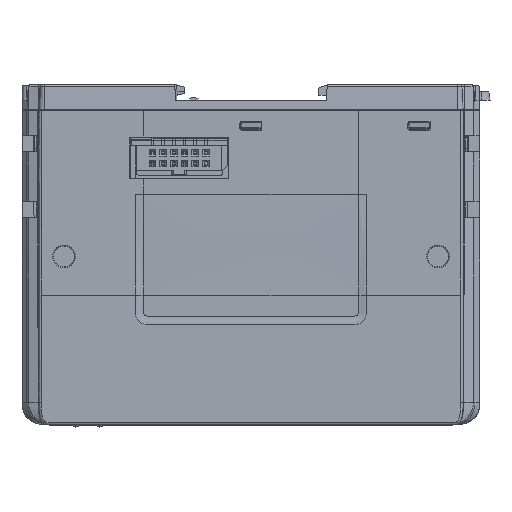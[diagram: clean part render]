
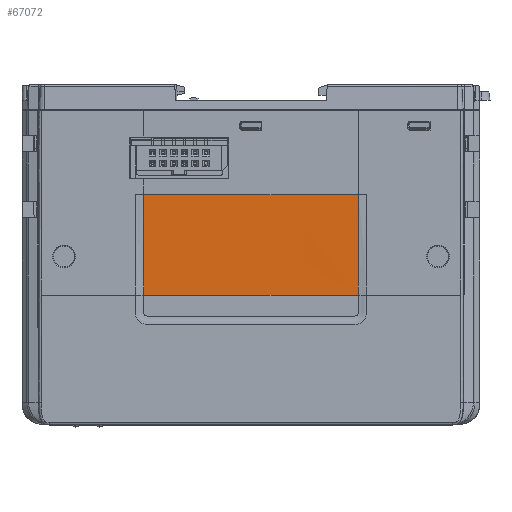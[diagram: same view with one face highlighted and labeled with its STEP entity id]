
A CAD part, top view. The second image highlights one B-rep face of the part: STEP entity #67072.
In plain terms, the highlighted free-form (B-spline) face has degree [3, 3] with [7, 4] control points.
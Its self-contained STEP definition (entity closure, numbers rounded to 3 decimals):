
#14570 = CARTESIAN_POINT ( 'NONE',  ( -25.537, -35.945, 13.2 ) ) ;
#14572 = FACE_OUTER_BOUND ( 'NONE', #64865, .T. ) ;
#14731 = CARTESIAN_POINT ( 'NONE',  ( -25.537, -43.918, 13.2 ) ) ;
#14734 = CARTESIAN_POINT ( 'NONE',  ( -25.537, -27.973, 13.5 ) ) ;
#14735 = CARTESIAN_POINT ( 'NONE',  ( -25.537, -20., 13.5 ) ) ;
#14736 = CARTESIAN_POINT ( 'NONE',  ( -21.28, -43.918, 13.2 ) ) ;
#14737 = CARTESIAN_POINT ( 'NONE',  ( -21.28, -35.945, 13.2 ) ) ;
#14738 = CARTESIAN_POINT ( 'NONE',  ( -21.28, -27.973, 13.5 ) ) ;
#14739 = CARTESIAN_POINT ( 'NONE',  ( -21.28, -20., 13.5 ) ) ;
#14740 = CARTESIAN_POINT ( 'NONE',  ( -12.768, -43.918, 13.2 ) ) ;
#14741 = CARTESIAN_POINT ( 'NONE',  ( -12.768, -35.945, 13.2 ) ) ;
#14742 = CARTESIAN_POINT ( 'NONE',  ( -12.768, -27.973, 13.5 ) ) ;
#14743 = CARTESIAN_POINT ( 'NONE',  ( -12.768, -20., 13.5 ) ) ;
#14744 = CARTESIAN_POINT ( 'NONE',  ( 0., -43.918, 13.2 ) ) ;
#14745 = CARTESIAN_POINT ( 'NONE',  ( 0., -35.945, 13.2 ) ) ;
#14746 = CARTESIAN_POINT ( 'NONE',  ( 0., -27.973, 13.5 ) ) ;
#14747 = CARTESIAN_POINT ( 'NONE',  ( 0., -20., 13.5 ) ) ;
#14748 = CARTESIAN_POINT ( 'NONE',  ( 12.768, -43.918, 13.2 ) ) ;
#14749 = CARTESIAN_POINT ( 'NONE',  ( 12.768, -35.945, 13.2 ) ) ;
#14750 = CARTESIAN_POINT ( 'NONE',  ( 12.768, -27.973, 13.5 ) ) ;
#14751 = CARTESIAN_POINT ( 'NONE',  ( 12.768, -20., 13.5 ) ) ;
#14752 = CARTESIAN_POINT ( 'NONE',  ( 21.28, -43.918, 13.2 ) ) ;
#14753 = CARTESIAN_POINT ( 'NONE',  ( 21.28, -35.945, 13.2 ) ) ;
#14754 = CARTESIAN_POINT ( 'NONE',  ( 21.28, -27.973, 13.5 ) ) ;
#14755 = CARTESIAN_POINT ( 'NONE',  ( 21.28, -20., 13.5 ) ) ;
#14756 = CARTESIAN_POINT ( 'NONE',  ( 25.537, -43.918, 13.2 ) ) ;
#14757 = CARTESIAN_POINT ( 'NONE',  ( 25.537, -35.945, 13.2 ) ) ;
#14758 = CARTESIAN_POINT ( 'NONE',  ( 25.537, -27.973, 13.5 ) ) ;
#14759 = CARTESIAN_POINT ( 'NONE',  ( 25.537, -20., 13.5 ) ) ;
#19781 = CARTESIAN_POINT ( 'NONE',  ( -25.537, -20., 13.5 ) ) ;
#19817 = CARTESIAN_POINT ( 'NONE',  ( 25.537, -20., 13.5 ) ) ;
#20120 = CARTESIAN_POINT ( 'NONE',  ( 25.537, -43.918, 13.2 ) ) ;
#20283 = CARTESIAN_POINT ( 'NONE',  ( -25.537, -43.918, 13.2 ) ) ;
#20867 = B_SPLINE_SURFACE_WITH_KNOTS ( 'NONE', 3, 3, ( 
 ( #14731, #14570, #14734, #14735 ),
 ( #14736, #14737, #14738, #14739 ),
 ( #14740, #14741, #14742, #14743 ),
 ( #14744, #14745, #14746, #14747 ),
 ( #14748, #14749, #14750, #14751 ),
 ( #14752, #14753, #14754, #14755 ),
 ( #14756, #14757, #14758, #14759 ) ),
 .UNSPECIFIED., .F., .F., .F.,
 ( 4, 1, 1, 1, 4 ),
 ( 4, 4 ),
 ( 0., 0.25, 0.5, 0.75, 1. ),
 ( 0., 1. ),
 .UNSPECIFIED. ) ;
#34738 = LINE ( 'NONE', #34739, #74067 ) ;
#34739 = CARTESIAN_POINT ( 'NONE',  ( -48., -20., 13.5 ) ) ;
#34740 = DIRECTION ( 'NONE',  ( 1., 0., 0. ) ) ;
#45563 = B_SPLINE_CURVE_WITH_KNOTS ( 'NONE', 3,
 ( #70895, #70894, #70916, #70918 ),
 .UNSPECIFIED., .F., .F.,
 ( 4, 4 ),
 ( 0., 1. ),
 .UNSPECIFIED. ) ;
#45658 = B_SPLINE_CURVE_WITH_KNOTS ( 'NONE', 3,
 ( #58143, #58144, #58157, #58158, #58159 ),
 .UNSPECIFIED., .F., .F.,
 ( 4, 1, 4 ),
 ( 0., 0.5, 1. ),
 .UNSPECIFIED. ) ;
#58143 = CARTESIAN_POINT ( 'NONE',  ( -25.537, -43.918, 13.2 ) ) ;
#58144 = CARTESIAN_POINT ( 'NONE',  ( -25.537, -39.932, 13.2 ) ) ;
#58157 = CARTESIAN_POINT ( 'NONE',  ( -25.537, -31.959, 13.35 ) ) ;
#58158 = CARTESIAN_POINT ( 'NONE',  ( -25.537, -23.987, 13.5 ) ) ;
#58159 = CARTESIAN_POINT ( 'NONE',  ( -25.537, -20., 13.5 ) ) ;
#62780 = VERTEX_POINT ( 'NONE', #19781 ) ;
#62816 = VERTEX_POINT ( 'NONE', #19817 ) ;
#63082 = VERTEX_POINT ( 'NONE', #20120 ) ;
#63172 = VERTEX_POINT ( 'NONE', #20283 ) ;
#64865 = EDGE_LOOP ( 'NONE', ( #90363, #90390, #90391, #90392 ) ) ;
#67072 = ADVANCED_FACE ( 'NONE', ( #14572 ), #20867, .T. ) ;
#70769 = LINE ( 'NONE', #70773, #73607 ) ;
#70773 = CARTESIAN_POINT ( 'NONE',  ( 0., -43.918, 13.2 ) ) ;
#70775 = DIRECTION ( 'NONE',  ( 1., 0., 0. ) ) ;
#70894 = CARTESIAN_POINT ( 'NONE',  ( 25.537, -35.945, 13.2 ) ) ;
#70895 = CARTESIAN_POINT ( 'NONE',  ( 25.537, -43.918, 13.2 ) ) ;
#70916 = CARTESIAN_POINT ( 'NONE',  ( 25.537, -27.973, 13.5 ) ) ;
#70918 = CARTESIAN_POINT ( 'NONE',  ( 25.537, -20., 13.5 ) ) ;
#73607 = VECTOR ( 'NONE', #70775, 1000. ) ;
#74067 = VECTOR ( 'NONE', #34740, 1000. ) ;
#90363 = ORIENTED_EDGE ( 'NONE', *, *, #90743, .T. ) ;
#90390 = ORIENTED_EDGE ( 'NONE', *, *, #90788, .T. ) ;
#90391 = ORIENTED_EDGE ( 'NONE', *, *, #91367, .F. ) ;
#90392 = ORIENTED_EDGE ( 'NONE', *, *, #91309, .F. ) ;
#90743 = EDGE_CURVE ( 'NONE', #63172, #63082, #70769, .T. ) ;
#90788 = EDGE_CURVE ( 'NONE', #63082, #62816, #45563, .T. ) ;
#91309 = EDGE_CURVE ( 'NONE', #63172, #62780, #45658, .T. ) ;
#91367 = EDGE_CURVE ( 'NONE', #62780, #62816, #34738, .T. ) ;
